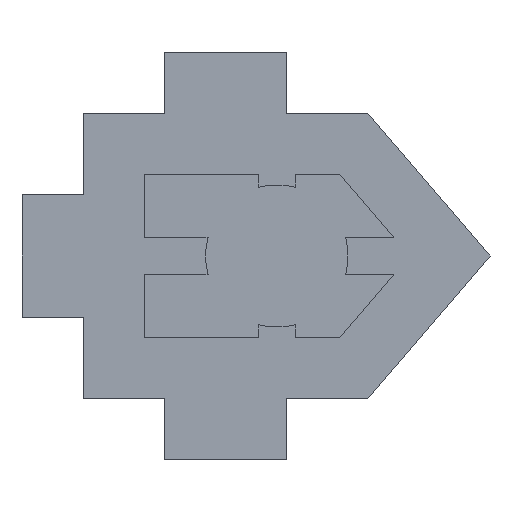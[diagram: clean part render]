
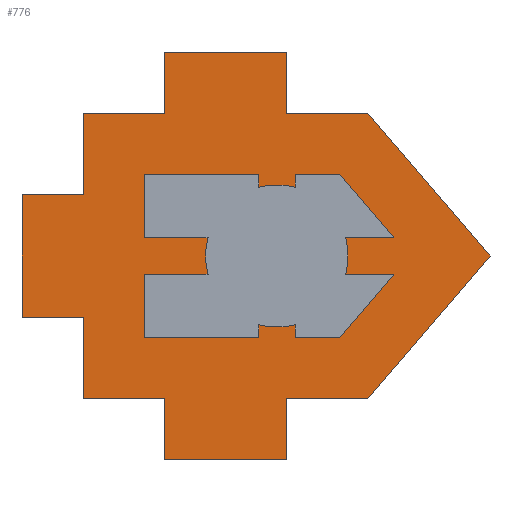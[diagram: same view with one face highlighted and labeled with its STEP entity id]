
A CAD part, front view. The second image highlights one B-rep face of the part: STEP entity #776.
In plain terms, the highlighted planar face has unit normal (0, -1, 0).
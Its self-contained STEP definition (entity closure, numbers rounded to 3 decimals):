
#28=CIRCLE('',#834,1.75);
#29=CIRCLE('',#835,1.75);
#30=CIRCLE('',#836,1.75);
#31=CIRCLE('',#837,1.75);
#113=ORIENTED_EDGE('',*,*,#317,.F.);
#114=ORIENTED_EDGE('',*,*,#309,.T.);
#115=ORIENTED_EDGE('',*,*,#318,.T.);
#116=ORIENTED_EDGE('',*,*,#319,.T.);
#117=ORIENTED_EDGE('',*,*,#320,.T.);
#118=ORIENTED_EDGE('',*,*,#321,.T.);
#119=ORIENTED_EDGE('',*,*,#301,.T.);
#120=ORIENTED_EDGE('',*,*,#303,.T.);
#121=ORIENTED_EDGE('',*,*,#322,.F.);
#122=ORIENTED_EDGE('',*,*,#323,.F.);
#123=ORIENTED_EDGE('',*,*,#324,.F.);
#124=ORIENTED_EDGE('',*,*,#304,.T.);
#125=ORIENTED_EDGE('',*,*,#325,.T.);
#126=ORIENTED_EDGE('',*,*,#326,.T.);
#127=ORIENTED_EDGE('',*,*,#327,.T.);
#128=ORIENTED_EDGE('',*,*,#328,.T.);
#129=ORIENTED_EDGE('',*,*,#298,.T.);
#130=ORIENTED_EDGE('',*,*,#308,.T.);
#131=ORIENTED_EDGE('',*,*,#329,.F.);
#132=ORIENTED_EDGE('',*,*,#330,.F.);
#133=ORIENTED_EDGE('',*,*,#268,.F.);
#134=ORIENTED_EDGE('',*,*,#315,.F.);
#135=ORIENTED_EDGE('',*,*,#312,.F.);
#136=ORIENTED_EDGE('',*,*,#272,.F.);
#137=ORIENTED_EDGE('',*,*,#331,.T.);
#138=ORIENTED_EDGE('',*,*,#332,.T.);
#139=ORIENTED_EDGE('',*,*,#333,.T.);
#140=ORIENTED_EDGE('',*,*,#275,.F.);
#141=ORIENTED_EDGE('',*,*,#257,.F.);
#142=ORIENTED_EDGE('',*,*,#334,.F.);
#143=ORIENTED_EDGE('',*,*,#335,.F.);
#144=ORIENTED_EDGE('',*,*,#336,.F.);
#145=ORIENTED_EDGE('',*,*,#261,.F.);
#146=ORIENTED_EDGE('',*,*,#265,.F.);
#147=ORIENTED_EDGE('',*,*,#337,.T.);
#148=ORIENTED_EDGE('',*,*,#338,.T.);
#149=ORIENTED_EDGE('',*,*,#339,.T.);
#257=EDGE_CURVE('',#368,#369,#442,.T.);
#261=EDGE_CURVE('',#372,#366,#446,.T.);
#265=EDGE_CURVE('',#376,#372,#450,.T.);
#268=EDGE_CURVE('',#378,#374,#453,.T.);
#272=EDGE_CURVE('',#382,#383,#457,.T.);
#275=EDGE_CURVE('',#369,#380,#460,.T.);
#298=EDGE_CURVE('',#405,#406,#479,.T.);
#301=EDGE_CURVE('',#407,#408,#482,.T.);
#303=EDGE_CURVE('',#408,#409,#484,.T.);
#304=EDGE_CURVE('',#410,#411,#485,.T.);
#308=EDGE_CURVE('',#406,#412,#489,.T.);
#309=EDGE_CURVE('',#413,#414,#490,.T.);
#312=EDGE_CURVE('',#383,#415,#493,.T.);
#315=EDGE_CURVE('',#415,#378,#496,.T.);
#317=EDGE_CURVE('',#413,#417,#498,.T.);
#318=EDGE_CURVE('',#414,#418,#499,.T.);
#319=EDGE_CURVE('',#418,#419,#500,.T.);
#320=EDGE_CURVE('',#419,#420,#28,.T.);
#321=EDGE_CURVE('',#420,#407,#501,.T.);
#322=EDGE_CURVE('',#421,#409,#502,.T.);
#323=EDGE_CURVE('',#422,#421,#29,.T.);
#324=EDGE_CURVE('',#410,#422,#503,.T.);
#325=EDGE_CURVE('',#411,#423,#504,.T.);
#326=EDGE_CURVE('',#423,#424,#505,.T.);
#327=EDGE_CURVE('',#424,#425,#30,.T.);
#328=EDGE_CURVE('',#425,#405,#506,.T.);
#329=EDGE_CURVE('',#426,#412,#507,.T.);
#330=EDGE_CURVE('',#417,#426,#31,.T.);
#331=EDGE_CURVE('',#382,#427,#508,.T.);
#332=EDGE_CURVE('',#427,#428,#509,.T.);
#333=EDGE_CURVE('',#428,#380,#510,.T.);
#334=EDGE_CURVE('',#429,#368,#511,.T.);
#335=EDGE_CURVE('',#430,#429,#512,.T.);
#336=EDGE_CURVE('',#366,#430,#513,.T.);
#337=EDGE_CURVE('',#376,#431,#514,.T.);
#338=EDGE_CURVE('',#431,#432,#515,.T.);
#339=EDGE_CURVE('',#432,#374,#516,.T.);
#366=VERTEX_POINT('',#1069);
#368=VERTEX_POINT('',#1073);
#369=VERTEX_POINT('',#1075);
#372=VERTEX_POINT('',#1081);
#374=VERTEX_POINT('',#1086);
#376=VERTEX_POINT('',#1090);
#378=VERTEX_POINT('',#1095);
#380=VERTEX_POINT('',#1100);
#382=VERTEX_POINT('',#1104);
#383=VERTEX_POINT('',#1106);
#405=VERTEX_POINT('',#1154);
#406=VERTEX_POINT('',#1156);
#407=VERTEX_POINT('',#1160);
#408=VERTEX_POINT('',#1162);
#409=VERTEX_POINT('',#1166);
#410=VERTEX_POINT('',#1170);
#411=VERTEX_POINT('',#1171);
#412=VERTEX_POINT('',#1176);
#413=VERTEX_POINT('',#1180);
#414=VERTEX_POINT('',#1181);
#415=VERTEX_POINT('',#1186);
#417=VERTEX_POINT('',#1196);
#418=VERTEX_POINT('',#1198);
#419=VERTEX_POINT('',#1200);
#420=VERTEX_POINT('',#1202);
#421=VERTEX_POINT('',#1205);
#422=VERTEX_POINT('',#1207);
#423=VERTEX_POINT('',#1210);
#424=VERTEX_POINT('',#1212);
#425=VERTEX_POINT('',#1214);
#426=VERTEX_POINT('',#1217);
#427=VERTEX_POINT('',#1220);
#428=VERTEX_POINT('',#1222);
#429=VERTEX_POINT('',#1225);
#430=VERTEX_POINT('',#1227);
#431=VERTEX_POINT('',#1230);
#432=VERTEX_POINT('',#1232);
#442=LINE('',#1074,#545);
#446=LINE('',#1082,#549);
#450=LINE('',#1091,#553);
#453=LINE('',#1096,#556);
#457=LINE('',#1105,#560);
#460=LINE('',#1110,#563);
#479=LINE('',#1157,#582);
#482=LINE('',#1163,#585);
#484=LINE('',#1167,#587);
#485=LINE('',#1169,#588);
#489=LINE('',#1177,#592);
#490=LINE('',#1179,#593);
#493=LINE('',#1185,#596);
#496=LINE('',#1191,#599);
#498=LINE('',#1195,#601);
#499=LINE('',#1197,#602);
#500=LINE('',#1199,#603);
#501=LINE('',#1203,#604);
#502=LINE('',#1204,#605);
#503=LINE('',#1208,#606);
#504=LINE('',#1209,#607);
#505=LINE('',#1211,#608);
#506=LINE('',#1215,#609);
#507=LINE('',#1216,#610);
#508=LINE('',#1219,#611);
#509=LINE('',#1221,#612);
#510=LINE('',#1223,#613);
#511=LINE('',#1224,#614);
#512=LINE('',#1226,#615);
#513=LINE('',#1228,#616);
#514=LINE('',#1229,#617);
#515=LINE('',#1231,#618);
#516=LINE('',#1233,#619);
#545=VECTOR('',#871,1000.);
#549=VECTOR('',#875,1000.);
#553=VECTOR('',#881,1000.);
#556=VECTOR('',#884,1000.);
#560=VECTOR('',#890,1000.);
#563=VECTOR('',#893,1000.);
#582=VECTOR('',#924,1000.);
#585=VECTOR('',#929,1000.);
#587=VECTOR('',#933,1000.);
#588=VECTOR('',#936,1000.);
#592=VECTOR('',#942,1000.);
#593=VECTOR('',#945,1000.);
#596=VECTOR('',#950,1000.);
#599=VECTOR('',#955,1000.);
#601=VECTOR('',#961,1000.);
#602=VECTOR('',#962,1000.);
#603=VECTOR('',#963,1000.);
#604=VECTOR('',#966,1000.);
#605=VECTOR('',#967,1000.);
#606=VECTOR('',#970,1000.);
#607=VECTOR('',#971,1000.);
#608=VECTOR('',#972,1000.);
#609=VECTOR('',#975,1000.);
#610=VECTOR('',#976,1000.);
#611=VECTOR('',#979,1000.);
#612=VECTOR('',#980,1000.);
#613=VECTOR('',#981,1000.);
#614=VECTOR('',#982,1000.);
#615=VECTOR('',#983,1000.);
#616=VECTOR('',#984,1000.);
#617=VECTOR('',#985,1000.);
#618=VECTOR('',#986,1000.);
#619=VECTOR('',#987,1000.);
#658=EDGE_LOOP('',(#113,#114,#115,#116,#117,#118,#119,#120,#121,#122,#123,
#124,#125,#126,#127,#128,#129,#130,#131,#132));
#659=EDGE_LOOP('',(#133,#134,#135,#136,#137,#138,#139,#140,#141,#142,#143,
#144,#145,#146,#147,#148,#149));
#699=FACE_BOUND('',#658,.T.);
#700=FACE_BOUND('',#659,.T.);
#740=PLANE('',#833);
#776=ADVANCED_FACE('',(#699,#700),#740,.F.);
#833=AXIS2_PLACEMENT_3D('',#1194,#959,#960);
#834=AXIS2_PLACEMENT_3D('',#1201,#964,#965);
#835=AXIS2_PLACEMENT_3D('',#1206,#968,#969);
#836=AXIS2_PLACEMENT_3D('',#1213,#973,#974);
#837=AXIS2_PLACEMENT_3D('',#1218,#977,#978);
#871=DIRECTION('',(0.,0.,1.));
#875=DIRECTION('',(0.,0.,1.));
#881=DIRECTION('',(-1.,0.,0.));
#884=DIRECTION('',(-1.,0.,0.));
#890=DIRECTION('',(1.,0.,0.));
#893=DIRECTION('',(1.,0.,0.));
#924=DIRECTION('',(1.,0.,0.));
#929=DIRECTION('',(-1.,0.,0.));
#933=DIRECTION('',(0.,0.,1.));
#936=DIRECTION('',(0.,0.,1.));
#942=DIRECTION('',(0.651,0.,-0.759));
#945=DIRECTION('',(-0.651,0.,-0.759));
#950=DIRECTION('',(0.651,0.,-0.759));
#955=DIRECTION('',(-0.651,0.,-0.759));
#959=DIRECTION('',(0.,1.,0.));
#960=DIRECTION('',(0.,0.,1.));
#961=DIRECTION('',(-1.,0.,0.));
#962=DIRECTION('',(-1.,0.,0.));
#963=DIRECTION('',(0.,0.,1.));
#964=DIRECTION('',(0.,1.,0.));
#965=DIRECTION('',(1.,0.,0.));
#966=DIRECTION('',(0.,0.,-1.));
#967=DIRECTION('',(-1.,0.,0.));
#968=DIRECTION('',(0.,-1.,0.));
#969=DIRECTION('',(1.,0.,0.));
#970=DIRECTION('',(1.,0.,0.));
#971=DIRECTION('',(1.,0.,0.));
#972=DIRECTION('',(0.,0.,-1.));
#973=DIRECTION('',(0.,1.,0.));
#974=DIRECTION('',(1.,0.,0.));
#975=DIRECTION('',(0.,0.,1.));
#976=DIRECTION('',(1.,0.,0.));
#977=DIRECTION('',(0.,-1.,0.));
#978=DIRECTION('',(-1.,0.,0.));
#979=DIRECTION('',(0.,0.,1.));
#980=DIRECTION('',(-1.,0.,0.));
#981=DIRECTION('',(0.,0.,-1.));
#982=DIRECTION('',(1.,0.,0.));
#983=DIRECTION('',(0.,0.,1.));
#984=DIRECTION('',(-1.,0.,0.));
#985=DIRECTION('',(0.,0.,-1.));
#986=DIRECTION('',(1.,0.,0.));
#987=DIRECTION('',(0.,0.,1.));
#1069=CARTESIAN_POINT('',(-5.,0.,-1.5));
#1073=CARTESIAN_POINT('',(-5.,0.,1.5));
#1074=CARTESIAN_POINT('',(-5.,0.,-3.5));
#1075=CARTESIAN_POINT('',(-5.,0.,3.5));
#1081=CARTESIAN_POINT('',(-5.,0.,-3.5));
#1082=CARTESIAN_POINT('',(-5.,0.,-3.5));
#1086=CARTESIAN_POINT('',(0.,0.,-3.5));
#1090=CARTESIAN_POINT('',(-3.,0.,-3.5));
#1091=CARTESIAN_POINT('',(2.,0.,-3.5));
#1095=CARTESIAN_POINT('',(2.,0.,-3.5));
#1096=CARTESIAN_POINT('',(2.,0.,-3.5));
#1100=CARTESIAN_POINT('',(-3.,0.,3.5));
#1104=CARTESIAN_POINT('',(0.,0.,3.5));
#1105=CARTESIAN_POINT('',(-5.,0.,3.5));
#1106=CARTESIAN_POINT('',(2.,0.,3.5));
#1110=CARTESIAN_POINT('',(-5.,0.,3.5));
#1154=CARTESIAN_POINT('',(0.212,0.,2.));
#1156=CARTESIAN_POINT('',(1.31,0.,2.));
#1157=CARTESIAN_POINT('',(-5.,0.,2.));
#1160=CARTESIAN_POINT('',(-0.688,0.,-2.));
#1162=CARTESIAN_POINT('',(-3.5,0.,-2.));
#1163=CARTESIAN_POINT('',(2.,0.,-2.));
#1166=CARTESIAN_POINT('',(-3.5,0.,-0.45));
#1167=CARTESIAN_POINT('',(-3.5,0.,-3.5));
#1169=CARTESIAN_POINT('',(-3.5,0.,-3.5));
#1170=CARTESIAN_POINT('',(-3.5,0.,0.45));
#1171=CARTESIAN_POINT('',(-3.5,0.,2.));
#1176=CARTESIAN_POINT('',(2.639,0.,0.45));
#1177=CARTESIAN_POINT('',(0.861,0.,2.524));
#1179=CARTESIAN_POINT('',(3.861,0.,0.976));
#1180=CARTESIAN_POINT('',(2.639,0.,-0.45));
#1181=CARTESIAN_POINT('',(1.31,0.,-2.));
#1185=CARTESIAN_POINT('',(2.,0.,3.5));
#1186=CARTESIAN_POINT('',(5.,0.,0.));
#1191=CARTESIAN_POINT('',(5.,0.,0.));
#1194=CARTESIAN_POINT('',(0.,0.,0.));
#1195=CARTESIAN_POINT('',(3.024,0.,-0.45));
#1196=CARTESIAN_POINT('',(1.453,0.,-0.45));
#1197=CARTESIAN_POINT('',(2.,0.,-2.));
#1198=CARTESIAN_POINT('',(0.212,0.,-2.));
#1199=CARTESIAN_POINT('',(0.212,0.,-2.));
#1200=CARTESIAN_POINT('',(0.212,0.,-1.691));
#1201=CARTESIAN_POINT('',(-0.238,0.,0.));
#1202=CARTESIAN_POINT('',(-0.688,0.,-1.691));
#1203=CARTESIAN_POINT('',(-0.688,0.,-1.691));
#1204=CARTESIAN_POINT('',(-1.929,0.,-0.45));
#1205=CARTESIAN_POINT('',(-1.929,0.,-0.45));
#1206=CARTESIAN_POINT('',(-0.238,0.,0.));
#1207=CARTESIAN_POINT('',(-1.929,0.,0.45));
#1208=CARTESIAN_POINT('',(-3.5,0.,0.45));
#1209=CARTESIAN_POINT('',(-5.,0.,2.));
#1210=CARTESIAN_POINT('',(-0.688,0.,2.));
#1211=CARTESIAN_POINT('',(-0.688,0.,2.));
#1212=CARTESIAN_POINT('',(-0.688,0.,1.691));
#1213=CARTESIAN_POINT('',(-0.238,0.,0.));
#1214=CARTESIAN_POINT('',(0.212,0.,1.691));
#1215=CARTESIAN_POINT('',(0.212,0.,1.691));
#1216=CARTESIAN_POINT('',(1.453,0.,0.45));
#1217=CARTESIAN_POINT('',(1.453,0.,0.45));
#1218=CARTESIAN_POINT('',(-0.238,0.,0.));
#1219=CARTESIAN_POINT('',(0.,0.,3.5));
#1220=CARTESIAN_POINT('',(0.,0.,5.));
#1221=CARTESIAN_POINT('',(0.,0.,5.));
#1222=CARTESIAN_POINT('',(-3.,0.,5.));
#1223=CARTESIAN_POINT('',(-3.,0.,5.));
#1224=CARTESIAN_POINT('',(-6.5,0.,1.5));
#1225=CARTESIAN_POINT('',(-6.5,0.,1.5));
#1226=CARTESIAN_POINT('',(-6.5,0.,-1.5));
#1227=CARTESIAN_POINT('',(-6.5,0.,-1.5));
#1228=CARTESIAN_POINT('',(-5.,0.,-1.5));
#1229=CARTESIAN_POINT('',(-3.,0.,-3.5));
#1230=CARTESIAN_POINT('',(-3.,0.,-5.));
#1231=CARTESIAN_POINT('',(-3.,0.,-5.));
#1232=CARTESIAN_POINT('',(0.,0.,-5.));
#1233=CARTESIAN_POINT('',(0.,0.,-5.));
